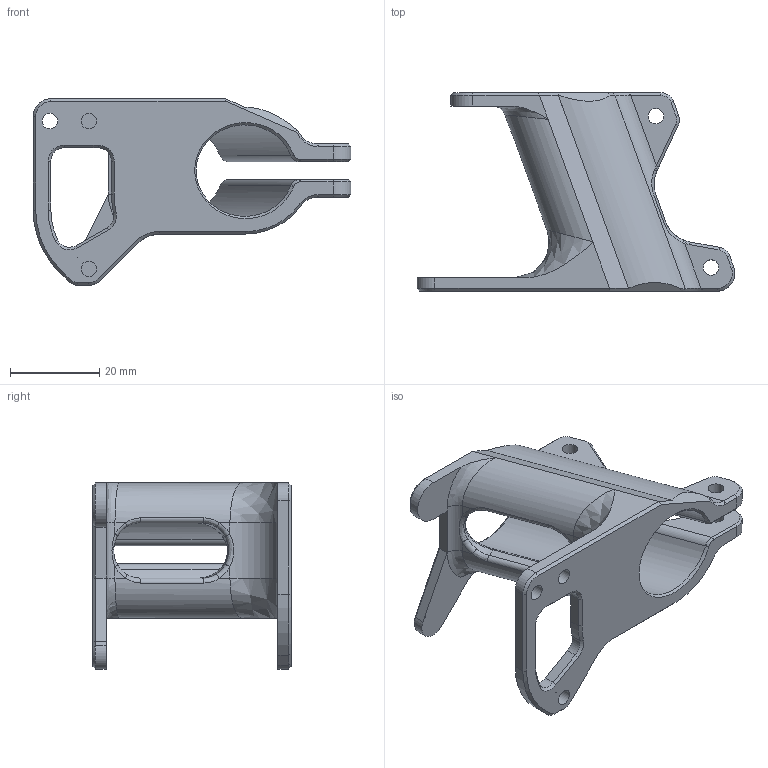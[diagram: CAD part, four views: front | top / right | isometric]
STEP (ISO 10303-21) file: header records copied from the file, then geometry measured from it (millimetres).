
FILE_DESCRIPTION(/* description */ (''),/* implementation_level */ '2;1');
FILE_NAME(/* name */ 'Leg Holder.step',/* time_stamp */ '2021-06-11T21:37:22+02:00',/* author */ (''),/* organization */ (''),/* preprocessor_version */ 'ST-DEVELOPER v18.1',/* originating_system */ 'Autodesk Translation Framework v10.9.0.1377',/* authorisation */ '');
FILE_SCHEMA (('AUTOMOTIVE_DESIGN { 1 0 10303 214 3 1 1 }'));
Length unit declared in the file: millimetre
Products named in the file (1): Leg Holder
Bounding box: 71.29 x 44.5 x 41.8 mm (x, y, z)
Volume: 20487.5 mm3; surface area: 11689.8 mm2
Topology: 1 solids, 1 shells, 245 faces, 608 edges, 366 vertices
Faces by surface type: plane 95, bspline 56, cylinder 54, cone 36, torus 4
Full cylindrical faces by diameter (mm): 3.5 x9
Entity records: 8734 total; most frequent: CARTESIAN_POINT 3172, ORIENTED_EDGE 1216, DIRECTION 1015, EDGE_CURVE 608, VERTEX_POINT 366, LINE 343, VECTOR 343, AXIS2_PLACEMENT_3D 336
